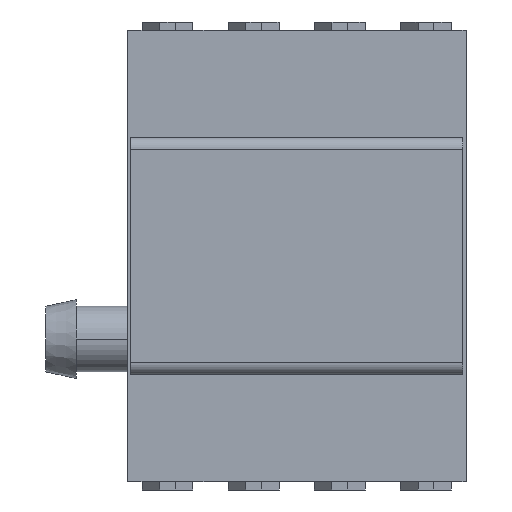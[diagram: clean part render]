
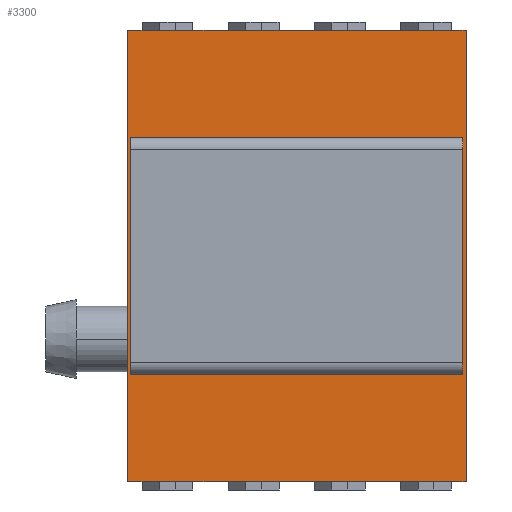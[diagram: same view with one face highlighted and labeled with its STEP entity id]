
A CAD part, front view. The second image highlights one B-rep face of the part: STEP entity #3300.
In plain terms, the highlighted planar face has unit normal (0, -1, 0).
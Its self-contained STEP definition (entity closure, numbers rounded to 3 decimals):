
#148=DIRECTION('',(0.,0.,-1.));
#149=VECTOR('',#148,6.99);
#150=CARTESIAN_POINT('',(4.9,-0.5,3.495));
#151=LINE('',#150,#149);
#200=DIRECTION('',(0.,0.,1.));
#201=VECTOR('',#200,6.99);
#202=CARTESIAN_POINT('',(-4.9,-0.5,-3.495));
#203=LINE('',#202,#201);
#291=DIRECTION('',(-1.,0.,0.));
#292=VECTOR('',#291,9.8);
#293=CARTESIAN_POINT('',(4.9,-0.5,-3.495));
#294=LINE('',#293,#292);
#319=DIRECTION('',(-1.,0.,0.));
#320=VECTOR('',#319,1.04);
#321=CARTESIAN_POINT('',(3.06,-0.5,-6.65));
#322=LINE('',#321,#320);
#326=DIRECTION('',(-1.,0.,0.));
#327=VECTOR('',#326,1.5);
#328=CARTESIAN_POINT('',(2.02,-0.5,-6.65));
#329=LINE('',#328,#327);
#333=DIRECTION('',(-1.,0.,0.));
#334=VECTOR('',#333,1.04);
#335=CARTESIAN_POINT('',(0.52,-0.5,-6.65));
#336=LINE('',#335,#334);
#340=DIRECTION('',(-1.,0.,0.));
#341=VECTOR('',#340,1.5);
#342=CARTESIAN_POINT('',(-0.52,-0.5,-6.65));
#343=LINE('',#342,#341);
#347=DIRECTION('',(-1.,0.,0.));
#348=VECTOR('',#347,1.04);
#349=CARTESIAN_POINT('',(-2.02,-0.5,-6.65));
#350=LINE('',#349,#348);
#354=DIRECTION('',(-1.,0.,0.));
#355=VECTOR('',#354,1.5);
#356=CARTESIAN_POINT('',(-3.06,-0.5,-6.65));
#357=LINE('',#356,#355);
#361=DIRECTION('',(-1.,0.,0.));
#362=VECTOR('',#361,0.44);
#363=CARTESIAN_POINT('',(-4.56,-0.5,-6.65));
#364=LINE('',#363,#362);
#368=DIRECTION('',(0.,0.,1.));
#369=VECTOR('',#368,13.3);
#370=CARTESIAN_POINT('',(-5.,-0.5,-6.65));
#371=LINE('',#370,#369);
#375=DIRECTION('',(1.,0.,0.));
#376=VECTOR('',#375,0.44);
#377=CARTESIAN_POINT('',(-5.,-0.5,6.65));
#378=LINE('',#377,#376);
#382=DIRECTION('',(-1.,0.,0.));
#383=VECTOR('',#382,1.5);
#384=CARTESIAN_POINT('',(-3.06,-0.5,6.65));
#385=LINE('',#384,#383);
#389=DIRECTION('',(1.,0.,0.));
#390=VECTOR('',#389,1.04);
#391=CARTESIAN_POINT('',(-3.06,-0.5,6.65));
#392=LINE('',#391,#390);
#396=DIRECTION('',(-1.,0.,0.));
#397=VECTOR('',#396,1.5);
#398=CARTESIAN_POINT('',(-0.52,-0.5,6.65));
#399=LINE('',#398,#397);
#403=DIRECTION('',(1.,0.,0.));
#404=VECTOR('',#403,1.04);
#405=CARTESIAN_POINT('',(-0.52,-0.5,6.65));
#406=LINE('',#405,#404);
#410=DIRECTION('',(-1.,0.,0.));
#411=VECTOR('',#410,1.5);
#412=CARTESIAN_POINT('',(2.02,-0.5,6.65));
#413=LINE('',#412,#411);
#417=DIRECTION('',(1.,0.,0.));
#418=VECTOR('',#417,1.04);
#419=CARTESIAN_POINT('',(2.02,-0.5,6.65));
#420=LINE('',#419,#418);
#424=DIRECTION('',(-1.,0.,0.));
#425=VECTOR('',#424,1.5);
#426=CARTESIAN_POINT('',(4.56,-0.5,6.65));
#427=LINE('',#426,#425);
#431=DIRECTION('',(1.,0.,0.));
#432=VECTOR('',#431,0.44);
#433=CARTESIAN_POINT('',(4.56,-0.5,6.65));
#434=LINE('',#433,#432);
#438=DIRECTION('',(0.,0.,-1.));
#439=VECTOR('',#438,13.3);
#440=CARTESIAN_POINT('',(5.,-0.5,6.65));
#441=LINE('',#440,#439);
#445=DIRECTION('',(-1.,0.,0.));
#446=VECTOR('',#445,0.44);
#447=CARTESIAN_POINT('',(5.,-0.5,-6.65));
#448=LINE('',#447,#446);
#452=DIRECTION('',(-1.,0.,0.));
#453=VECTOR('',#452,1.5);
#454=CARTESIAN_POINT('',(4.56,-0.5,-6.65));
#455=LINE('',#454,#453);
#473=DIRECTION('',(1.,0.,0.));
#474=VECTOR('',#473,9.8);
#475=CARTESIAN_POINT('',(-4.9,-0.5,3.495));
#476=LINE('',#475,#474);
#2513=CARTESIAN_POINT('',(5.,-0.5,6.65));
#2514=CARTESIAN_POINT('',(5.,-0.5,-6.65));
#2515=VERTEX_POINT('',#2513);
#2516=VERTEX_POINT('',#2514);
#2517=CARTESIAN_POINT('',(-5.,-0.5,-6.65));
#2518=CARTESIAN_POINT('',(-5.,-0.5,6.65));
#2519=VERTEX_POINT('',#2517);
#2520=VERTEX_POINT('',#2518);
#2529=CARTESIAN_POINT('',(4.9,-0.5,-3.495));
#2530=CARTESIAN_POINT('',(-4.9,-0.5,-3.495));
#2531=VERTEX_POINT('',#2529);
#2532=VERTEX_POINT('',#2530);
#2537=CARTESIAN_POINT('',(-4.9,-0.5,3.495));
#2538=VERTEX_POINT('',#2537);
#2541=CARTESIAN_POINT('',(4.9,-0.5,3.495));
#2542=VERTEX_POINT('',#2541);
#2545=CARTESIAN_POINT('',(-0.52,-0.5,6.65));
#2546=CARTESIAN_POINT('',(-2.02,-0.5,6.65));
#2547=VERTEX_POINT('',#2545);
#2548=VERTEX_POINT('',#2546);
#2549=CARTESIAN_POINT('',(-3.06,-0.5,6.65));
#2550=CARTESIAN_POINT('',(-4.56,-0.5,6.65));
#2551=VERTEX_POINT('',#2549);
#2552=VERTEX_POINT('',#2550);
#2553=CARTESIAN_POINT('',(2.02,-0.5,6.65));
#2554=CARTESIAN_POINT('',(0.52,-0.5,6.65));
#2555=VERTEX_POINT('',#2553);
#2556=VERTEX_POINT('',#2554);
#2557=CARTESIAN_POINT('',(4.56,-0.5,6.65));
#2558=CARTESIAN_POINT('',(3.06,-0.5,6.65));
#2559=VERTEX_POINT('',#2557);
#2560=VERTEX_POINT('',#2558);
#2593=CARTESIAN_POINT('',(-0.52,-0.5,-6.65));
#2594=CARTESIAN_POINT('',(-2.02,-0.5,-6.65));
#2595=VERTEX_POINT('',#2593);
#2596=VERTEX_POINT('',#2594);
#2597=CARTESIAN_POINT('',(-3.06,-0.5,-6.65));
#2598=CARTESIAN_POINT('',(-4.56,-0.5,-6.65));
#2599=VERTEX_POINT('',#2597);
#2600=VERTEX_POINT('',#2598);
#2601=CARTESIAN_POINT('',(2.02,-0.5,-6.65));
#2602=CARTESIAN_POINT('',(0.52,-0.5,-6.65));
#2603=VERTEX_POINT('',#2601);
#2604=VERTEX_POINT('',#2602);
#2605=CARTESIAN_POINT('',(4.56,-0.5,-6.65));
#2606=CARTESIAN_POINT('',(3.06,-0.5,-6.65));
#2607=VERTEX_POINT('',#2605);
#2608=VERTEX_POINT('',#2606);
#3246=CARTESIAN_POINT('',(0.,-0.5,0.));
#3247=DIRECTION('',(0.,1.,0.));
#3248=DIRECTION('',(0.,0.,-1.));
#3249=AXIS2_PLACEMENT_3D('',#3246,#3247,#3248);
#3250=PLANE('',#3249);
#3252=ORIENTED_EDGE('',*,*,#3251,.T.);
#3254=ORIENTED_EDGE('',*,*,#3253,.T.);
#3256=ORIENTED_EDGE('',*,*,#3255,.T.);
#3258=ORIENTED_EDGE('',*,*,#3257,.T.);
#3260=ORIENTED_EDGE('',*,*,#3259,.T.);
#3262=ORIENTED_EDGE('',*,*,#3261,.T.);
#3264=ORIENTED_EDGE('',*,*,#3263,.T.);
#3266=ORIENTED_EDGE('',*,*,#3265,.T.);
#3268=ORIENTED_EDGE('',*,*,#3267,.T.);
#3270=ORIENTED_EDGE('',*,*,#3269,.F.);
#3272=ORIENTED_EDGE('',*,*,#3271,.T.);
#3274=ORIENTED_EDGE('',*,*,#3273,.F.);
#3276=ORIENTED_EDGE('',*,*,#3275,.T.);
#3278=ORIENTED_EDGE('',*,*,#3277,.F.);
#3280=ORIENTED_EDGE('',*,*,#3279,.T.);
#3282=ORIENTED_EDGE('',*,*,#3281,.F.);
#3284=ORIENTED_EDGE('',*,*,#3283,.T.);
#3286=ORIENTED_EDGE('',*,*,#3285,.T.);
#3288=ORIENTED_EDGE('',*,*,#3287,.T.);
#3290=ORIENTED_EDGE('',*,*,#3289,.T.);
#3291=EDGE_LOOP('',(#3252,#3254,#3256,#3258,#3260,#3262,#3264,#3266,#3268,#3270,
#3272,#3274,#3276,#3278,#3280,#3282,#3284,#3286,#3288,#3290));
#3292=FACE_OUTER_BOUND('',#3291,.F.);
#3293=ORIENTED_EDGE('',*,*,#3202,.F.);
#3294=ORIENTED_EDGE('',*,*,#3027,.F.);
#3296=ORIENTED_EDGE('',*,*,#3295,.F.);
#3297=ORIENTED_EDGE('',*,*,#3112,.F.);
#3298=EDGE_LOOP('',(#3293,#3294,#3296,#3297));
#3299=FACE_BOUND('',#3298,.F.);
#3027=EDGE_CURVE('',#2542,#2531,#151,.T.);
#3112=EDGE_CURVE('',#2532,#2538,#203,.T.);
#3202=EDGE_CURVE('',#2531,#2532,#294,.T.);
#3251=EDGE_CURVE('',#2608,#2603,#322,.T.);
#3253=EDGE_CURVE('',#2603,#2604,#329,.T.);
#3255=EDGE_CURVE('',#2604,#2595,#336,.T.);
#3257=EDGE_CURVE('',#2595,#2596,#343,.T.);
#3259=EDGE_CURVE('',#2596,#2599,#350,.T.);
#3261=EDGE_CURVE('',#2599,#2600,#357,.T.);
#3263=EDGE_CURVE('',#2600,#2519,#364,.T.);
#3265=EDGE_CURVE('',#2519,#2520,#371,.T.);
#3267=EDGE_CURVE('',#2520,#2552,#378,.T.);
#3269=EDGE_CURVE('',#2551,#2552,#385,.T.);
#3271=EDGE_CURVE('',#2551,#2548,#392,.T.);
#3273=EDGE_CURVE('',#2547,#2548,#399,.T.);
#3275=EDGE_CURVE('',#2547,#2556,#406,.T.);
#3277=EDGE_CURVE('',#2555,#2556,#413,.T.);
#3279=EDGE_CURVE('',#2555,#2560,#420,.T.);
#3281=EDGE_CURVE('',#2559,#2560,#427,.T.);
#3283=EDGE_CURVE('',#2559,#2515,#434,.T.);
#3285=EDGE_CURVE('',#2515,#2516,#441,.T.);
#3287=EDGE_CURVE('',#2516,#2607,#448,.T.);
#3289=EDGE_CURVE('',#2607,#2608,#455,.T.);
#3295=EDGE_CURVE('',#2538,#2542,#476,.T.);
#3300=ADVANCED_FACE('',(#3292,#3299),#3250,.F.);
